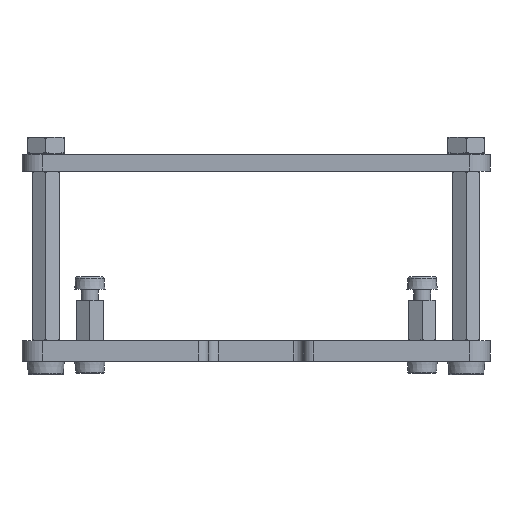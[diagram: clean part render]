
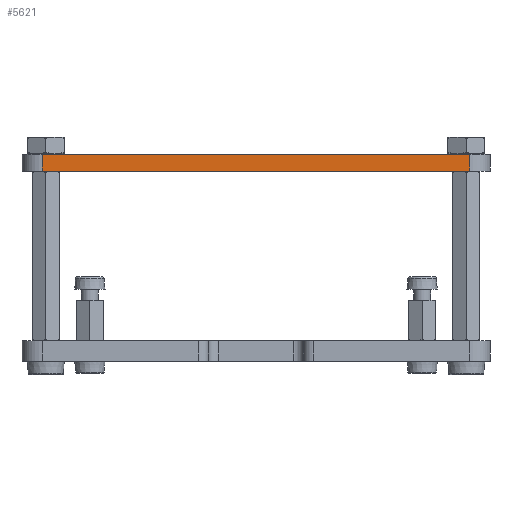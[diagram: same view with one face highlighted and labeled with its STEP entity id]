
A CAD part, left-side view. The second image highlights one B-rep face of the part: STEP entity #5621.
In plain terms, the highlighted planar face has unit normal (-1, 0, 0).
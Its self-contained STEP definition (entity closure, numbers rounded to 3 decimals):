
#5621 = ADVANCED_FACE('',(#5622),#5636,.F.);
#5622 = FACE_BOUND('',#5623,.F.);
#5623 = EDGE_LOOP('',(#5624,#5659,#5687,#5715));
#5624 = ORIENTED_EDGE('',*,*,#5625,.T.);
#5625 = EDGE_CURVE('',#5626,#5628,#5630,.T.);
#5626 = VERTEX_POINT('',#5627);
#5627 = CARTESIAN_POINT('',(-45.5,-31.5,0.));
#5628 = VERTEX_POINT('',#5629);
#5629 = CARTESIAN_POINT('',(-45.5,-31.5,-2.5));
#5630 = SURFACE_CURVE('',#5631,(#5635,#5647),.PCURVE_S1.);
#5631 = LINE('',#5632,#5633);
#5632 = CARTESIAN_POINT('',(-45.5,-31.5,0.));
#5633 = VECTOR('',#5634,1.);
#5634 = DIRECTION('',(-0.,-0.,-1.));
#5635 = PCURVE('',#5636,#5641);
#5636 = PLANE('',#5637);
#5637 = AXIS2_PLACEMENT_3D('',#5638,#5639,#5640);
#5638 = CARTESIAN_POINT('',(-45.5,-31.5,0.));
#5639 = DIRECTION('',(1.,0.,0.));
#5640 = DIRECTION('',(0.,1.,0.));
#5641 = DEFINITIONAL_REPRESENTATION('',(#5642),#5646);
#5642 = LINE('',#5643,#5644);
#5643 = CARTESIAN_POINT('',(0.,0.));
#5644 = VECTOR('',#5645,1.);
#5645 = DIRECTION('',(0.,-1.));
#5646 = ( GEOMETRIC_REPRESENTATION_CONTEXT(2) 
PARAMETRIC_REPRESENTATION_CONTEXT() REPRESENTATION_CONTEXT('2D SPACE',''
  ) );
#5647 = PCURVE('',#5648,#5653);
#5648 = CYLINDRICAL_SURFACE('',#5649,3.);
#5649 = AXIS2_PLACEMENT_3D('',#5650,#5651,#5652);
#5650 = CARTESIAN_POINT('',(-42.5,-31.5,0.));
#5651 = DIRECTION('',(0.,0.,1.));
#5652 = DIRECTION('',(1.,0.,0.));
#5653 = DEFINITIONAL_REPRESENTATION('',(#5654),#5658);
#5654 = LINE('',#5655,#5656);
#5655 = CARTESIAN_POINT('',(3.142,0.));
#5656 = VECTOR('',#5657,1.);
#5657 = DIRECTION('',(0.,-1.));
#5658 = ( GEOMETRIC_REPRESENTATION_CONTEXT(2) 
PARAMETRIC_REPRESENTATION_CONTEXT() REPRESENTATION_CONTEXT('2D SPACE',''
  ) );
#5659 = ORIENTED_EDGE('',*,*,#5660,.T.);
#5660 = EDGE_CURVE('',#5628,#5661,#5663,.T.);
#5661 = VERTEX_POINT('',#5662);
#5662 = CARTESIAN_POINT('',(-45.5,31.5,-2.5));
#5663 = SURFACE_CURVE('',#5664,(#5668,#5675),.PCURVE_S1.);
#5664 = LINE('',#5665,#5666);
#5665 = CARTESIAN_POINT('',(-45.5,-31.5,-2.5));
#5666 = VECTOR('',#5667,1.);
#5667 = DIRECTION('',(0.,1.,0.));
#5668 = PCURVE('',#5636,#5669);
#5669 = DEFINITIONAL_REPRESENTATION('',(#5670),#5674);
#5670 = LINE('',#5671,#5672);
#5671 = CARTESIAN_POINT('',(0.,-2.5));
#5672 = VECTOR('',#5673,1.);
#5673 = DIRECTION('',(1.,0.));
#5674 = ( GEOMETRIC_REPRESENTATION_CONTEXT(2) 
PARAMETRIC_REPRESENTATION_CONTEXT() REPRESENTATION_CONTEXT('2D SPACE',''
  ) );
#5675 = PCURVE('',#5676,#5681);
#5676 = PLANE('',#5677);
#5677 = AXIS2_PLACEMENT_3D('',#5678,#5679,#5680);
#5678 = CARTESIAN_POINT('',(-0.73,-0.297,-2.5));
#5679 = DIRECTION('',(-0.,-0.,-1.));
#5680 = DIRECTION('',(-1.,0.,0.));
#5681 = DEFINITIONAL_REPRESENTATION('',(#5682),#5686);
#5682 = LINE('',#5683,#5684);
#5683 = CARTESIAN_POINT('',(44.77,-31.203));
#5684 = VECTOR('',#5685,1.);
#5685 = DIRECTION('',(0.,1.));
#5686 = ( GEOMETRIC_REPRESENTATION_CONTEXT(2) 
PARAMETRIC_REPRESENTATION_CONTEXT() REPRESENTATION_CONTEXT('2D SPACE',''
  ) );
#5687 = ORIENTED_EDGE('',*,*,#5688,.F.);
#5688 = EDGE_CURVE('',#5689,#5661,#5691,.T.);
#5689 = VERTEX_POINT('',#5690);
#5690 = CARTESIAN_POINT('',(-45.5,31.5,0.));
#5691 = SURFACE_CURVE('',#5692,(#5696,#5703),.PCURVE_S1.);
#5692 = LINE('',#5693,#5694);
#5693 = CARTESIAN_POINT('',(-45.5,31.5,0.));
#5694 = VECTOR('',#5695,1.);
#5695 = DIRECTION('',(-0.,-0.,-1.));
#5696 = PCURVE('',#5636,#5697);
#5697 = DEFINITIONAL_REPRESENTATION('',(#5698),#5702);
#5698 = LINE('',#5699,#5700);
#5699 = CARTESIAN_POINT('',(63.,0.));
#5700 = VECTOR('',#5701,1.);
#5701 = DIRECTION('',(0.,-1.));
#5702 = ( GEOMETRIC_REPRESENTATION_CONTEXT(2) 
PARAMETRIC_REPRESENTATION_CONTEXT() REPRESENTATION_CONTEXT('2D SPACE',''
  ) );
#5703 = PCURVE('',#5704,#5709);
#5704 = CYLINDRICAL_SURFACE('',#5705,3.);
#5705 = AXIS2_PLACEMENT_3D('',#5706,#5707,#5708);
#5706 = CARTESIAN_POINT('',(-42.5,31.5,0.));
#5707 = DIRECTION('',(0.,0.,1.));
#5708 = DIRECTION('',(1.,0.,0.));
#5709 = DEFINITIONAL_REPRESENTATION('',(#5710),#5714);
#5710 = LINE('',#5711,#5712);
#5711 = CARTESIAN_POINT('',(3.142,0.));
#5712 = VECTOR('',#5713,1.);
#5713 = DIRECTION('',(0.,-1.));
#5714 = ( GEOMETRIC_REPRESENTATION_CONTEXT(2) 
PARAMETRIC_REPRESENTATION_CONTEXT() REPRESENTATION_CONTEXT('2D SPACE',''
  ) );
#5715 = ORIENTED_EDGE('',*,*,#5716,.F.);
#5716 = EDGE_CURVE('',#5626,#5689,#5717,.T.);
#5717 = SURFACE_CURVE('',#5718,(#5722,#5729),.PCURVE_S1.);
#5718 = LINE('',#5719,#5720);
#5719 = CARTESIAN_POINT('',(-45.5,-31.5,0.));
#5720 = VECTOR('',#5721,1.);
#5721 = DIRECTION('',(0.,1.,0.));
#5722 = PCURVE('',#5636,#5723);
#5723 = DEFINITIONAL_REPRESENTATION('',(#5724),#5728);
#5724 = LINE('',#5725,#5726);
#5725 = CARTESIAN_POINT('',(0.,0.));
#5726 = VECTOR('',#5727,1.);
#5727 = DIRECTION('',(1.,0.));
#5728 = ( GEOMETRIC_REPRESENTATION_CONTEXT(2) 
PARAMETRIC_REPRESENTATION_CONTEXT() REPRESENTATION_CONTEXT('2D SPACE',''
  ) );
#5729 = PCURVE('',#5730,#5735);
#5730 = PLANE('',#5731);
#5731 = AXIS2_PLACEMENT_3D('',#5732,#5733,#5734);
#5732 = CARTESIAN_POINT('',(-0.73,-0.297,0.));
#5733 = DIRECTION('',(-0.,-0.,-1.));
#5734 = DIRECTION('',(-1.,0.,0.));
#5735 = DEFINITIONAL_REPRESENTATION('',(#5736),#5740);
#5736 = LINE('',#5737,#5738);
#5737 = CARTESIAN_POINT('',(44.77,-31.203));
#5738 = VECTOR('',#5739,1.);
#5739 = DIRECTION('',(0.,1.));
#5740 = ( GEOMETRIC_REPRESENTATION_CONTEXT(2) 
PARAMETRIC_REPRESENTATION_CONTEXT() REPRESENTATION_CONTEXT('2D SPACE',''
  ) );
